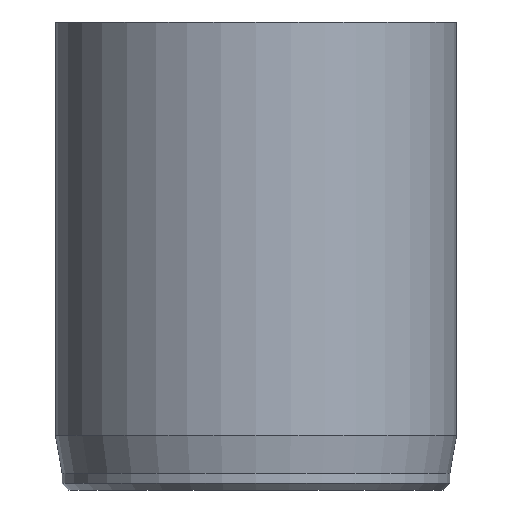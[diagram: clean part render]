
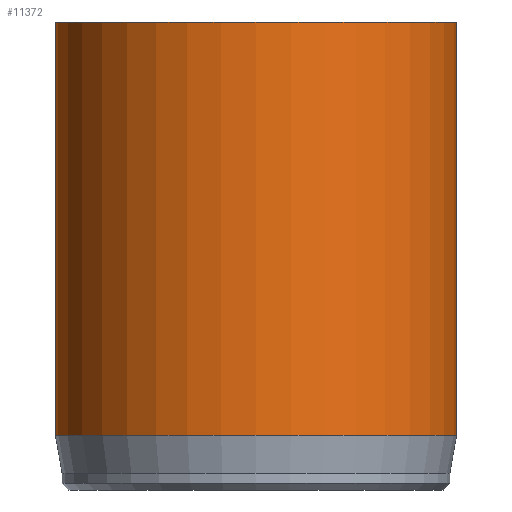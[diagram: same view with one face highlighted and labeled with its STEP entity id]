
A CAD part, front view. The second image highlights one B-rep face of the part: STEP entity #11372.
In plain terms, the highlighted cylindrical face has radius 6 mm (diameter 12 mm), a full revolution.
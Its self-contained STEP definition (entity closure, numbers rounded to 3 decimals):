
#38=CYLINDRICAL_SURFACE('',#11916,6.);
#55=CIRCLE('',#11889,6.);
#67=CIRCLE('',#11914,6.);
#68=CIRCLE('',#11915,6.);
#651=FACE_OUTER_BOUND('',#1311,.T.);
#1311=EDGE_LOOP('',(#8761,#8762,#8763,#8764,#8765));
#2095=LINE('',#17595,#3014);
#3014=VECTOR('',#12717,6.);
#4823=VERTEX_POINT('',#17546);
#4835=VERTEX_POINT('',#17589);
#4836=VERTEX_POINT('',#17590);
#6233=EDGE_CURVE('',#4823,#4823,#55,.T.);
#6251=EDGE_CURVE('',#4835,#4836,#67,.T.);
#6252=EDGE_CURVE('',#4836,#4835,#68,.T.);
#6254=EDGE_CURVE('',#4823,#4835,#2095,.T.);
#8761=ORIENTED_EDGE('',*,*,#6233,.T.);
#8762=ORIENTED_EDGE('',*,*,#6254,.T.);
#8763=ORIENTED_EDGE('',*,*,#6251,.T.);
#8764=ORIENTED_EDGE('',*,*,#6252,.T.);
#8765=ORIENTED_EDGE('',*,*,#6254,.F.);
#11372=ADVANCED_FACE('',(#651),#38,.T.);
#11889=AXIS2_PLACEMENT_3D('',#17547,#12654,#12655);
#11914=AXIS2_PLACEMENT_3D('',#17591,#12710,#12711);
#11915=AXIS2_PLACEMENT_3D('',#17592,#12712,#12713);
#11916=AXIS2_PLACEMENT_3D('',#17594,#12715,#12716);
#12654=DIRECTION('center_axis',(0.,0.,-1.));
#12655=DIRECTION('ref_axis',(-1.,0.,0.));
#12710=DIRECTION('center_axis',(0.,0.,1.));
#12711=DIRECTION('ref_axis',(-1.,0.,0.));
#12712=DIRECTION('center_axis',(0.,0.,1.));
#12713=DIRECTION('ref_axis',(-1.,0.,0.));
#12715=DIRECTION('center_axis',(0.,0.,1.));
#12716=DIRECTION('ref_axis',(-1.,0.,0.));
#12717=DIRECTION('',(0.,0.,-1.));
#17546=CARTESIAN_POINT('',(6.,0.,14.));
#17547=CARTESIAN_POINT('Origin',(0.,0.,14.));
#17589=CARTESIAN_POINT('',(6.,0.,1.634));
#17590=CARTESIAN_POINT('',(-6.,0.,1.634));
#17591=CARTESIAN_POINT('Origin',(0.,0.,1.634));
#17592=CARTESIAN_POINT('Origin',(0.,0.,1.634));
#17594=CARTESIAN_POINT('Origin',(0.,0.,0.));
#17595=CARTESIAN_POINT('',(6.,0.,0.));
